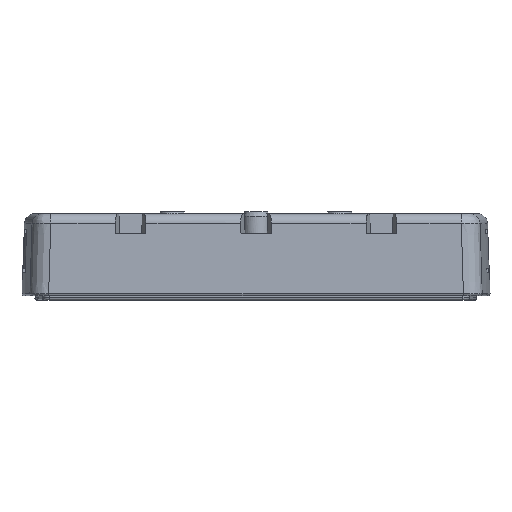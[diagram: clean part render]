
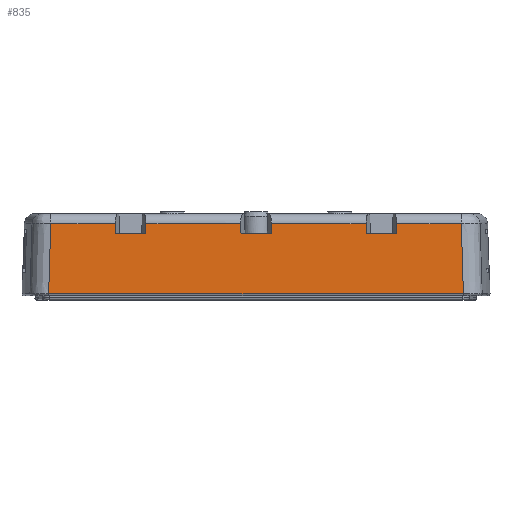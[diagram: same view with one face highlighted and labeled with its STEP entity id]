
A CAD part, front view. The second image highlights one B-rep face of the part: STEP entity #835.
In plain terms, the highlighted planar face has unit normal (0, -0.999, 0.035).
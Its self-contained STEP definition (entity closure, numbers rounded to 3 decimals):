
#434=PLANE('',#10327);
#835=ADVANCED_FACE('',(#1426),#434,.T.);
#1426=FACE_OUTER_BOUND('',#1969,.T.);
#1969=EDGE_LOOP('',(#4959,#4960,#4961,#4962,#4963,#4964,#4965,#4966,#4967,
#4968,#4969,#4970,#4971,#4972,#4973,#4974));
#2691=LINE('',#14567,#3588);
#2692=LINE('',#14577,#3589);
#2693=LINE('',#14579,#3590);
#2694=LINE('',#14581,#3591);
#2695=LINE('',#14583,#3592);
#2696=LINE('',#14585,#3593);
#2697=LINE('',#14587,#3594);
#2698=LINE('',#14589,#3595);
#2699=LINE('',#14591,#3596);
#2700=LINE('',#14593,#3597);
#2701=LINE('',#14595,#3598);
#2702=LINE('',#14597,#3599);
#2703=LINE('',#14599,#3600);
#2704=LINE('',#14601,#3601);
#3588=VECTOR('',#11367,1.);
#3589=VECTOR('',#11368,1.);
#3590=VECTOR('',#11369,1.);
#3591=VECTOR('',#11370,1.);
#3592=VECTOR('',#11371,1.);
#3593=VECTOR('',#11372,1.);
#3594=VECTOR('',#11373,1.);
#3595=VECTOR('',#11374,1.);
#3596=VECTOR('',#11375,1.);
#3597=VECTOR('',#11376,1.);
#3598=VECTOR('',#11377,1.);
#3599=VECTOR('',#11378,1.);
#3600=VECTOR('',#11379,1.);
#3601=VECTOR('',#11380,1.);
#4959=ORIENTED_EDGE('',*,*,#8762,.T.);
#4960=ORIENTED_EDGE('',*,*,#8763,.T.);
#4961=ORIENTED_EDGE('',*,*,#8764,.T.);
#4962=ORIENTED_EDGE('',*,*,#8765,.T.);
#4963=ORIENTED_EDGE('',*,*,#8766,.F.);
#4964=ORIENTED_EDGE('',*,*,#8767,.T.);
#4965=ORIENTED_EDGE('',*,*,#8768,.F.);
#4966=ORIENTED_EDGE('',*,*,#8769,.T.);
#4967=ORIENTED_EDGE('',*,*,#8770,.T.);
#4968=ORIENTED_EDGE('',*,*,#8771,.F.);
#4969=ORIENTED_EDGE('',*,*,#8772,.T.);
#4970=ORIENTED_EDGE('',*,*,#8773,.T.);
#4971=ORIENTED_EDGE('',*,*,#8774,.T.);
#4972=ORIENTED_EDGE('',*,*,#8775,.F.);
#4973=ORIENTED_EDGE('',*,*,#8776,.T.);
#4974=ORIENTED_EDGE('',*,*,#8777,.T.);
#7751=VERTEX_POINT('',#14565);
#7752=VERTEX_POINT('',#14566);
#7753=VERTEX_POINT('',#14568);
#7754=VERTEX_POINT('',#14576);
#7755=VERTEX_POINT('',#14578);
#7756=VERTEX_POINT('',#14580);
#7757=VERTEX_POINT('',#14582);
#7758=VERTEX_POINT('',#14584);
#7759=VERTEX_POINT('',#14586);
#7760=VERTEX_POINT('',#14588);
#7761=VERTEX_POINT('',#14590);
#7762=VERTEX_POINT('',#14592);
#7763=VERTEX_POINT('',#14594);
#7764=VERTEX_POINT('',#14596);
#7765=VERTEX_POINT('',#14598);
#7766=VERTEX_POINT('',#14600);
#8762=EDGE_CURVE('',#7751,#7752,#9984,.T.);
#8763=EDGE_CURVE('',#7752,#7753,#2691,.T.);
#8764=EDGE_CURVE('',#7753,#7754,#9985,.T.);
#8765=EDGE_CURVE('',#7754,#7755,#2692,.T.);
#8766=EDGE_CURVE('',#7756,#7755,#2693,.T.);
#8767=EDGE_CURVE('',#7756,#7757,#2694,.T.);
#8768=EDGE_CURVE('',#7758,#7757,#2695,.T.);
#8769=EDGE_CURVE('',#7758,#7759,#2696,.T.);
#8770=EDGE_CURVE('',#7759,#7760,#2697,.T.);
#8771=EDGE_CURVE('',#7761,#7760,#2698,.T.);
#8772=EDGE_CURVE('',#7761,#7762,#2699,.T.);
#8773=EDGE_CURVE('',#7762,#7763,#2700,.T.);
#8774=EDGE_CURVE('',#7763,#7764,#2701,.T.);
#8775=EDGE_CURVE('',#7765,#7764,#2702,.T.);
#8776=EDGE_CURVE('',#7765,#7766,#2703,.T.);
#8777=EDGE_CURVE('',#7766,#7751,#2704,.T.);
#9984=B_SPLINE_CURVE_WITH_KNOTS('',3,(#14558,#14559,#14560,#14561,#14562,
#14563,#14564),.UNSPECIFIED.,.F.,.F.,(4,3,4),(0.,0.477,1.),
 .UNSPECIFIED.);
#9985=B_SPLINE_CURVE_WITH_KNOTS('',3,(#14569,#14570,#14571,#14572,#14573,
#14574,#14575),.UNSPECIFIED.,.F.,.F.,(4,3,4),(0.,0.523,1.),
 .UNSPECIFIED.);
#10327=AXIS2_PLACEMENT_3D('',#14602,#11381,#11382);
#11367=DIRECTION('',(1.,0.,0.));
#11368=DIRECTION('',(-1.,0.,0.));
#11369=DIRECTION('',(0.027,0.035,0.999));
#11370=DIRECTION('',(-1.,0.,0.));
#11371=DIRECTION('',(0.027,-0.035,-0.999));
#11372=DIRECTION('',(-1.,0.,0.));
#11373=DIRECTION('',(-0.027,-0.035,-0.999));
#11374=DIRECTION('',(1.,0.,0.));
#11375=DIRECTION('',(-0.027,0.035,0.999));
#11376=DIRECTION('',(-1.,0.,0.));
#11377=DIRECTION('',(-0.027,-0.035,-0.999));
#11378=DIRECTION('',(1.,0.,0.));
#11379=DIRECTION('',(-0.027,0.035,0.999));
#11380=DIRECTION('',(-1.,0.,0.));
#11381=DIRECTION('',(0.,-0.999,0.035));
#11382=DIRECTION('',(0.,-0.035,-0.999));
#14558=CARTESIAN_POINT('',(-77.741,-31.323,19.394));
#14559=CARTESIAN_POINT('',(-77.831,-31.428,16.391));
#14560=CARTESIAN_POINT('',(-77.921,-31.532,13.388));
#14561=CARTESIAN_POINT('',(-78.011,-31.637,10.385));
#14562=CARTESIAN_POINT('',(-78.109,-31.752,7.096));
#14563=CARTESIAN_POINT('',(-78.208,-31.867,3.807));
#14564=CARTESIAN_POINT('',(-78.306,-31.982,0.517));
#14565=CARTESIAN_POINT('',(-77.741,-31.323,19.394));
#14566=CARTESIAN_POINT('',(-78.306,-31.982,0.517));
#14567=CARTESIAN_POINT('',(37.637,-31.982,0.517));
#14568=CARTESIAN_POINT('',(33.309,-31.982,0.517));
#14569=CARTESIAN_POINT('',(33.309,-31.982,0.517));
#14570=CARTESIAN_POINT('',(33.211,-31.867,3.806));
#14571=CARTESIAN_POINT('',(33.112,-31.752,7.096));
#14572=CARTESIAN_POINT('',(33.014,-31.637,10.385));
#14573=CARTESIAN_POINT('',(32.924,-31.532,13.388));
#14574=CARTESIAN_POINT('',(32.834,-31.428,16.391));
#14575=CARTESIAN_POINT('',(32.744,-31.323,19.394));
#14576=CARTESIAN_POINT('',(32.744,-31.323,19.394));
#14577=CARTESIAN_POINT('',(37.637,-31.323,19.394));
#14578=CARTESIAN_POINT('',(15.362,-31.323,19.394));
#14579=CARTESIAN_POINT('',(14.859,-31.979,0.61));
#14580=CARTESIAN_POINT('',(15.287,-31.42,16.6));
#14581=CARTESIAN_POINT('',(37.637,-31.42,16.6));
#14582=CARTESIAN_POINT('',(7.213,-31.42,16.6));
#14583=CARTESIAN_POINT('',(7.679,-32.028,-0.802));
#14584=CARTESIAN_POINT('',(7.138,-31.323,19.394));
#14585=CARTESIAN_POINT('',(37.637,-31.323,19.394));
#14586=CARTESIAN_POINT('',(-18.388,-31.323,19.394));
#14587=CARTESIAN_POINT('',(-18.867,-31.947,1.512));
#14588=CARTESIAN_POINT('',(-18.463,-31.42,16.6));
#14589=CARTESIAN_POINT('',(37.637,-31.42,16.6));
#14590=CARTESIAN_POINT('',(-26.537,-31.42,16.6));
#14591=CARTESIAN_POINT('',(-26.047,-32.06,-1.704));
#14592=CARTESIAN_POINT('',(-26.612,-31.323,19.394));
#14593=CARTESIAN_POINT('',(37.637,-31.323,19.394));
#14594=CARTESIAN_POINT('',(-52.138,-31.323,19.394));
#14595=CARTESIAN_POINT('',(-52.593,-31.916,2.415));
#14596=CARTESIAN_POINT('',(-52.213,-31.42,16.6));
#14597=CARTESIAN_POINT('',(37.637,-31.42,16.6));
#14598=CARTESIAN_POINT('',(-60.287,-31.42,16.6));
#14599=CARTESIAN_POINT('',(-59.772,-32.091,-2.607));
#14600=CARTESIAN_POINT('',(-60.362,-31.323,19.394));
#14601=CARTESIAN_POINT('',(37.637,-31.323,19.394));
#14602=CARTESIAN_POINT('',(37.637,-32.,0.));
